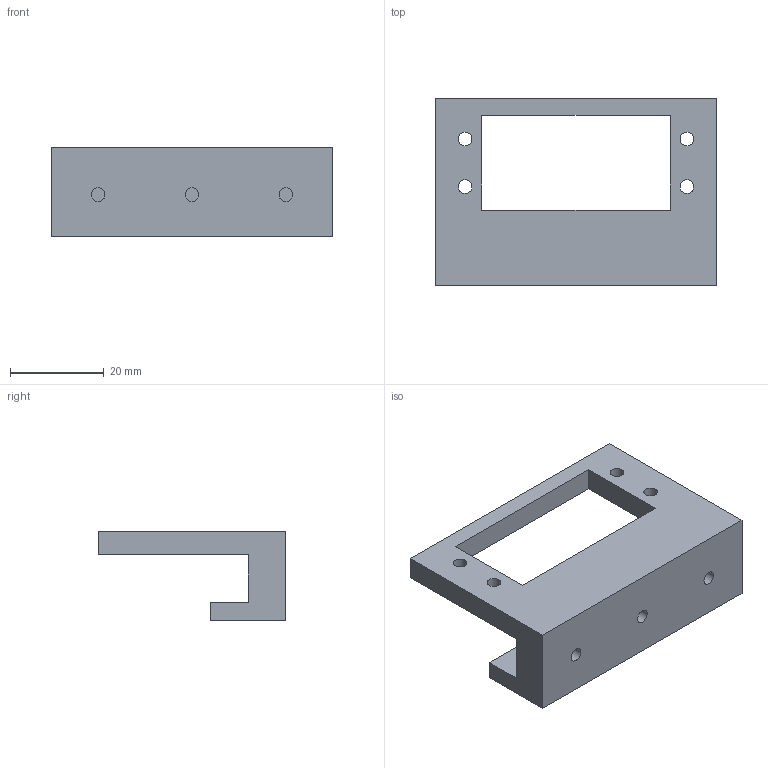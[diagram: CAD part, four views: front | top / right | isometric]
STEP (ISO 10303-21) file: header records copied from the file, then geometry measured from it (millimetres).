
FILE_DESCRIPTION(/* description */ ('Alibre Inc.'),/* implementation_level */ '2;1');
FILE_NAME(/* name */ 'export0',/* time_stamp */ '2014-01-10T17:41:15-08:00',/* author */ (''),/* organization */ (''),/* preprocessor_version */ 'ST-DEVELOPER v14',/* originating_system */ 'Alibre',/* authorisation */ '');
FILE_SCHEMA (('AUTOMOTIVE_DESIGN'));
Length unit declared in the file: centimetre
Bounding box: 60 x 40 x 19.1 mm (x, y, z)
Volume: 16348.6 mm3; surface area: 8027.8 mm2
Topology: 1 solids, 1 shells, 24 faces, 61 edges, 42 vertices
Faces by surface type: plane 17, cylinder 7
Full cylindrical faces by diameter (mm): 2.921 x7
Entity records: 678 total; most frequent: CARTESIAN_POINT 112, ORIENTED_EDGE 100, DIRECTION 95, EDGE_CURVE 50, EDGE_LOOP 44, FACE_BOUND 44, VERTEX_POINT 38, AXIS2_PLACEMENT_3D 38
